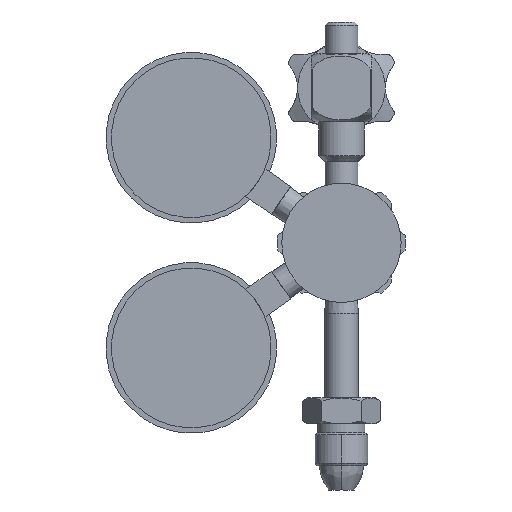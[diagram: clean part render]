
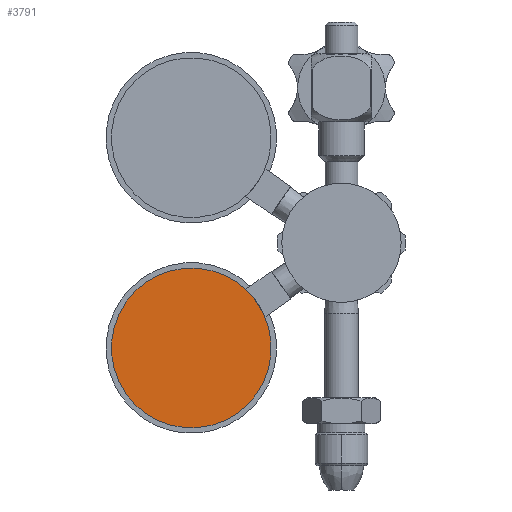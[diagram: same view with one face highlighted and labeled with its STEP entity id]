
A CAD part, front view. The second image highlights one B-rep face of the part: STEP entity #3791.
In plain terms, the highlighted face is planar.
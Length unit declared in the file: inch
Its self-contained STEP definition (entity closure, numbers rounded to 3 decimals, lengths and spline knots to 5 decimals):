
#3547=CARTESIAN_POINT('',(0.,0.,-0.83));
#3548=DIRECTION('',(0.,0.,-1.));
#3549=DIRECTION('',(1.,0.,0.));
#3550=AXIS2_PLACEMENT_3D('',#3547,#3548,#3549);
#3552=CARTESIAN_POINT('',(0.,0.,-0.83));
#3553=DIRECTION('',(0.,0.,-1.));
#3554=DIRECTION('',(-1.,0.,0.));
#3555=AXIS2_PLACEMENT_3D('',#3552,#3553,#3554);
#3628=CARTESIAN_POINT('',(-1.325,0.,-0.83));
#3630=VERTEX_POINT('',#3628);
#3632=CARTESIAN_POINT('',(1.325,0.,-0.83));
#3634=VERTEX_POINT('',#3632);
#3781=CARTESIAN_POINT('',(0.,0.,-0.83));
#3782=DIRECTION('',(0.,0.,1.));
#3783=DIRECTION('',(1.,0.,0.));
#3784=AXIS2_PLACEMENT_3D('',#3781,#3782,#3783);
#3785=PLANE('',#3784);
#3786=ORIENTED_EDGE('',*,*,#3723,.F.);
#3788=ORIENTED_EDGE('',*,*,#3787,.F.);
#3789=EDGE_LOOP('',(#3786,#3788));
#3790=FACE_OUTER_BOUND('',#3789,.F.);
#3791=ADVANCED_FACE('',(#3790),#3785,.F.);
#3551=CIRCLE('',#3550,1.325);
#3556=CIRCLE('',#3555,1.325);
#3723=EDGE_CURVE('',#3634,#3630,#3551,.T.);
#3787=EDGE_CURVE('',#3630,#3634,#3556,.T.);
